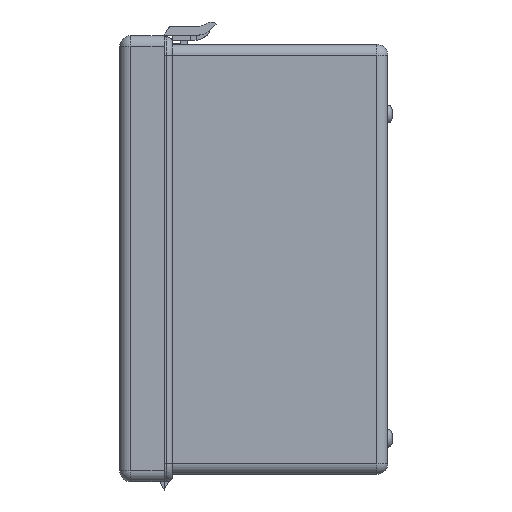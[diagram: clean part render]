
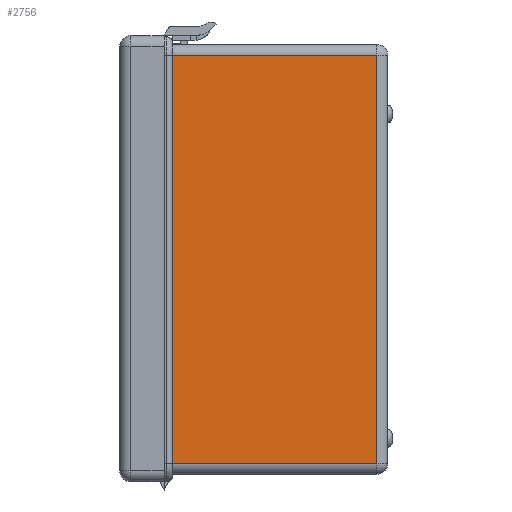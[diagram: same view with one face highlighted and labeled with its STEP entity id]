
A CAD part, left-side view. The second image highlights one B-rep face of the part: STEP entity #2756.
In plain terms, the highlighted planar face has unit normal (-1, 0, 0).
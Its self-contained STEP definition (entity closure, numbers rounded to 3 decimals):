
#6 = VECTOR ( 'NONE', #7780, 1000. ) ;
#26 = LINE ( 'NONE', #3139, #4082 ) ;
#167 = EDGE_CURVE ( 'NONE', #1523, #1969, #4334, .T. ) ;
#237 = EDGE_CURVE ( 'NONE', #5464, #3854, #6206, .T. ) ;
#452 = CARTESIAN_POINT ( 'NONE',  ( -124.5, 0., -37.5 ) ) ;
#776 = LINE ( 'NONE', #4857, #6 ) ;
#1287 = DIRECTION ( 'NONE',  ( 0., 1., 0. ) ) ;
#1523 = VERTEX_POINT ( 'NONE', #8997 ) ;
#1969 = VERTEX_POINT ( 'NONE', #8596 ) ;
#2754 = ORIENTED_EDGE ( 'NONE', *, *, #237, .T. ) ;
#2756 = ADVANCED_FACE ( 'NONE', ( #7394 ), #8244, .F. ) ;
#3139 = CARTESIAN_POINT ( 'NONE',  ( -124.5, -4.9, -37.5 ) ) ;
#3553 = ORIENTED_EDGE ( 'NONE', *, *, #167, .T. ) ;
#3854 = VERTEX_POINT ( 'NONE', #7465 ) ;
#3991 = AXIS2_PLACEMENT_3D ( 'NONE', #5875, #4206, #1287 ) ;
#4082 = VECTOR ( 'NONE', #6246, 1000. ) ;
#4206 = DIRECTION ( 'NONE',  ( 1., 0., 0. ) ) ;
#4334 = LINE ( 'NONE', #452, #9539 ) ;
#4857 = CARTESIAN_POINT ( 'NONE',  ( -124.5, -42.5, 37.5 ) ) ;
#5255 = EDGE_LOOP ( 'NONE', ( #7070, #3553, #7317, #2754 ) ) ;
#5396 = DIRECTION ( 'NONE',  ( 0., 1., 0. ) ) ;
#5464 = VERTEX_POINT ( 'NONE', #8044 ) ;
#5875 = CARTESIAN_POINT ( 'NONE',  ( -124.5, 0., 0. ) ) ;
#5999 = DIRECTION ( 'NONE',  ( 0., -1., 0. ) ) ;
#6206 = LINE ( 'NONE', #8469, #8575 ) ;
#6246 = DIRECTION ( 'NONE',  ( 0., 0., 1. ) ) ;
#7070 = ORIENTED_EDGE ( 'NONE', *, *, #9965, .F. ) ;
#7317 = ORIENTED_EDGE ( 'NONE', *, *, #9133, .T. ) ;
#7394 = FACE_OUTER_BOUND ( 'NONE', #5255, .T. ) ;
#7465 = CARTESIAN_POINT ( 'NONE',  ( -124.5, -4.9, 37.5 ) ) ;
#7780 = DIRECTION ( 'NONE',  ( 0., 0., 1. ) ) ;
#8044 = CARTESIAN_POINT ( 'NONE',  ( -124.5, -42.5, 37.5 ) ) ;
#8244 = PLANE ( 'NONE',  #3991 ) ;
#8469 = CARTESIAN_POINT ( 'NONE',  ( -124.5, 0., 37.5 ) ) ;
#8575 = VECTOR ( 'NONE', #5396, 1000. ) ;
#8596 = CARTESIAN_POINT ( 'NONE',  ( -124.5, -42.5, -37.5 ) ) ;
#8997 = CARTESIAN_POINT ( 'NONE',  ( -124.5, -4.9, -37.5 ) ) ;
#9133 = EDGE_CURVE ( 'NONE', #1969, #5464, #776, .T. ) ;
#9539 = VECTOR ( 'NONE', #5999, 1000. ) ;
#9965 = EDGE_CURVE ( 'NONE', #1523, #3854, #26, .T. ) ;
